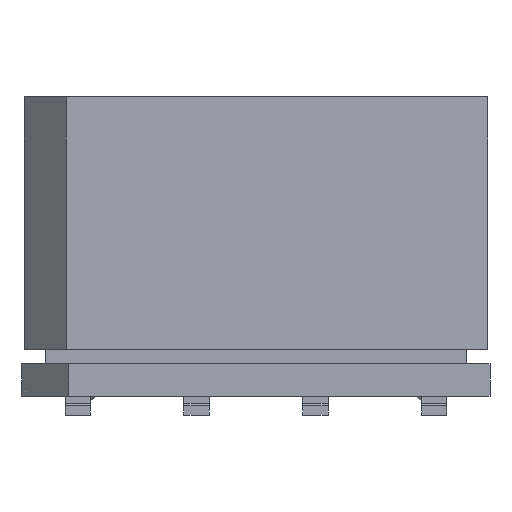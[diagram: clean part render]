
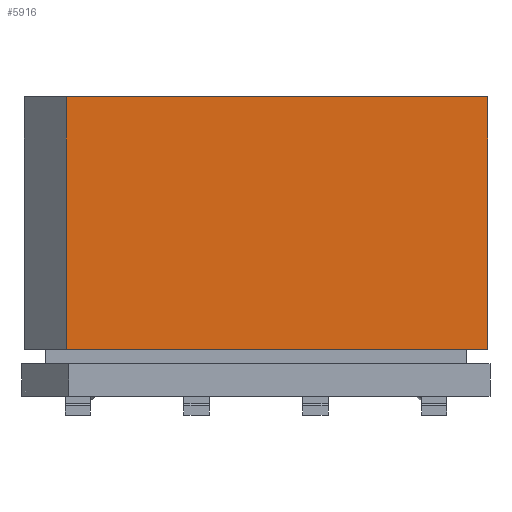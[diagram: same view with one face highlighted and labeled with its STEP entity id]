
A CAD part, left-side view. The second image highlights one B-rep face of the part: STEP entity #5916.
In plain terms, the highlighted planar face has unit normal (-1, 0, 0).
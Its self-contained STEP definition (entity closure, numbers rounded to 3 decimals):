
#417=ORIENTED_EDGE('',*,*,#1624,.F.);
#418=ORIENTED_EDGE('',*,*,#1594,.T.);
#419=ORIENTED_EDGE('',*,*,#1623,.T.);
#420=ORIENTED_EDGE('',*,*,#1536,.F.);
#1536=EDGE_CURVE('',#2154,#2156,#2554,.T.);
#1594=EDGE_CURVE('',#2212,#2213,#2597,.T.);
#1623=EDGE_CURVE('',#2213,#2156,#2626,.T.);
#1624=EDGE_CURVE('',#2212,#2154,#2627,.T.);
#2154=VERTEX_POINT('',#7764);
#2156=VERTEX_POINT('',#7767);
#2212=VERTEX_POINT('',#8058);
#2213=VERTEX_POINT('',#8059);
#2554=LINE('',#7766,#3055);
#2597=LINE('',#8057,#3098);
#2626=LINE('',#8113,#3127);
#2627=LINE('',#8115,#3128);
#3055=VECTOR('',#6500,1000.);
#3098=VECTOR('',#6547,1000.);
#3127=VECTOR('',#6598,1000.);
#3128=VECTOR('',#6601,1000.);
#3525=EDGE_LOOP('',(#417,#418,#419,#420));
#3826=FACE_BOUND('',#3525,.T.);
#4101=PLANE('',#6185);
#5916=ADVANCED_FACE('',(#3826),#4101,.T.);
#6185=AXIS2_PLACEMENT_3D('',#8114,#6599,#6600);
#6500=DIRECTION('',(0.,-1.,0.));
#6547=DIRECTION('',(0.,-1.,0.));
#6598=DIRECTION('',(0.,0.,1.));
#6599=DIRECTION('',(-1.,0.,0.));
#6600=DIRECTION('',(0.,0.,1.));
#6601=DIRECTION('',(0.,0.,1.));
#7764=CARTESIAN_POINT('',(-4.95,4.05,3.2));
#7766=CARTESIAN_POINT('',(-4.95,4.95,3.2));
#7767=CARTESIAN_POINT('',(-4.95,-4.95,3.2));
#8057=CARTESIAN_POINT('',(-4.95,4.95,-2.2));
#8058=CARTESIAN_POINT('',(-4.95,4.05,-2.2));
#8059=CARTESIAN_POINT('',(-4.95,-4.95,-2.2));
#8113=CARTESIAN_POINT('',(-4.95,-4.95,-2.2));
#8114=CARTESIAN_POINT('',(-4.95,4.95,-2.2));
#8115=CARTESIAN_POINT('',(-4.95,4.05,-2.2));
